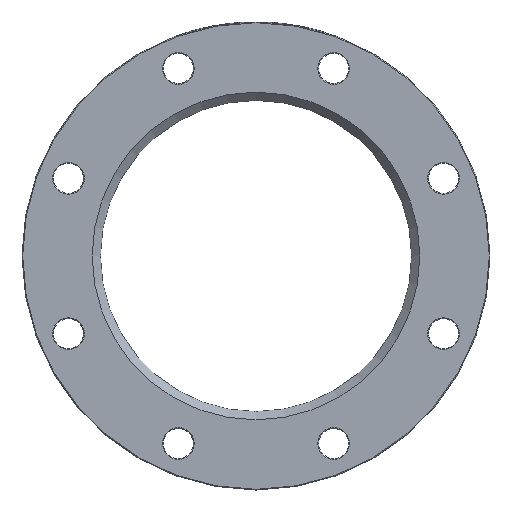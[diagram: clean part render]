
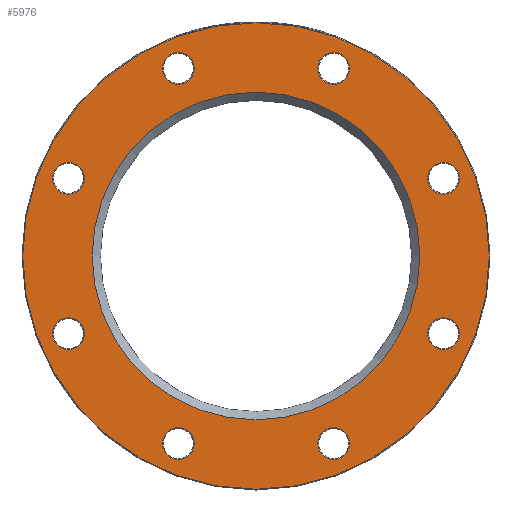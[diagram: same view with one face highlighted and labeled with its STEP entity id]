
A CAD part, left-side view. The second image highlights one B-rep face of the part: STEP entity #5976.
In plain terms, the highlighted planar face has unit normal (-1, 0, 0).
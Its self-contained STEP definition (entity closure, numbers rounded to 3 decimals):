
#39 = EDGE_LOOP ( 'NONE', ( #4773 ) ) ;
#57 = CARTESIAN_POINT ( 'NONE',  ( 0., 56.446, 136.272 ) ) ;
#96 = CARTESIAN_POINT ( 'NONE',  ( 0., -56.446, -136.272 ) ) ;
#213 = VERTEX_POINT ( 'NONE', #2681 ) ;
#272 = EDGE_LOOP ( 'NONE', ( #933 ) ) ;
#322 = CARTESIAN_POINT ( 'NONE',  ( 0., 56.446, -136.272 ) ) ;
#365 = CARTESIAN_POINT ( 'NONE',  ( 0., 136.272, -56.446 ) ) ;
#382 = FACE_BOUND ( 'NONE', #3712, .T. ) ;
#443 = FACE_BOUND ( 'NONE', #2254, .T. ) ;
#530 = AXIS2_PLACEMENT_3D ( 'NONE', #2078, #5460, #1130 ) ;
#584 = CARTESIAN_POINT ( 'NONE',  ( 0., -136.272, -56.446 ) ) ;
#632 = DIRECTION ( 'NONE',  ( 1., 0., 0. ) ) ;
#661 = EDGE_CURVE ( 'NONE', #3092, #3092, #2198, .T. ) ;
#682 = CARTESIAN_POINT ( 'NONE',  ( 0., 0., -169.5 ) ) ;
#760 = ORIENTED_EDGE ( 'NONE', *, *, #5938, .T. ) ;
#777 = EDGE_CURVE ( 'NONE', #2100, #2100, #3521, .T. ) ;
#791 = AXIS2_PLACEMENT_3D ( 'NONE', #96, #2017, #5873 ) ;
#883 = EDGE_CURVE ( 'NONE', #2618, #2618, #1900, .T. ) ;
#933 = ORIENTED_EDGE ( 'NONE', *, *, #661, .T. ) ;
#1060 = DIRECTION ( 'NONE',  ( 1., 0., 0. ) ) ;
#1130 = DIRECTION ( 'NONE',  ( 0., 0., -1. ) ) ;
#1152 = EDGE_CURVE ( 'NONE', #213, #213, #1598, .T. ) ;
#1284 = CARTESIAN_POINT ( 'NONE',  ( 0., 56.446, -147.772 ) ) ;
#1324 = EDGE_LOOP ( 'NONE', ( #760 ) ) ;
#1325 = PLANE ( 'NONE',  #2557 ) ;
#1329 = DIRECTION ( 'NONE',  ( 0., 0., -1. ) ) ;
#1335 = ORIENTED_EDGE ( 'NONE', *, *, #1891, .T. ) ;
#1352 = VERTEX_POINT ( 'NONE', #3321 ) ;
#1389 = CARTESIAN_POINT ( 'NONE',  ( 0., 136.272, 56.446 ) ) ;
#1538 = EDGE_CURVE ( 'NONE', #2132, #2132, #3921, .T. ) ;
#1565 = DIRECTION ( 'NONE',  ( 0., 0., -1. ) ) ;
#1598 = CIRCLE ( 'NONE', #5735, 11.5 ) ;
#1793 = FACE_BOUND ( 'NONE', #4552, .T. ) ;
#1841 = CIRCLE ( 'NONE', #530, 11.5 ) ;
#1877 = DIRECTION ( 'NONE',  ( 1., 0., 0. ) ) ;
#1891 = EDGE_CURVE ( 'NONE', #4133, #4133, #4431, .T. ) ;
#1900 = CIRCLE ( 'NONE', #2097, 11.5 ) ;
#1917 = DIRECTION ( 'NONE',  ( 0., 0., -1. ) ) ;
#1978 = DIRECTION ( 'NONE',  ( 1., 0., 0. ) ) ;
#2017 = DIRECTION ( 'NONE',  ( 1., 0., 0. ) ) ;
#2078 = CARTESIAN_POINT ( 'NONE',  ( 0., -56.446, 136.272 ) ) ;
#2097 = AXIS2_PLACEMENT_3D ( 'NONE', #3129, #632, #5083 ) ;
#2100 = VERTEX_POINT ( 'NONE', #5483 ) ;
#2132 = VERTEX_POINT ( 'NONE', #4600 ) ;
#2198 = CIRCLE ( 'NONE', #5729, 169.5 ) ;
#2236 = VERTEX_POINT ( 'NONE', #1284 ) ;
#2244 = DIRECTION ( 'NONE',  ( 0., 0., -1. ) ) ;
#2254 = EDGE_LOOP ( 'NONE', ( #3087 ) ) ;
#2268 = VERTEX_POINT ( 'NONE', #4203 ) ;
#2371 = FACE_BOUND ( 'NONE', #1324, .T. ) ;
#2401 = ORIENTED_EDGE ( 'NONE', *, *, #883, .T. ) ;
#2557 = AXIS2_PLACEMENT_3D ( 'NONE', #6224, #3298, #4275 ) ;
#2618 = VERTEX_POINT ( 'NONE', #4534 ) ;
#2681 = CARTESIAN_POINT ( 'NONE',  ( 0., -136.272, -67.946 ) ) ;
#2718 = VERTEX_POINT ( 'NONE', #4707 ) ;
#2738 = DIRECTION ( 'NONE',  ( 1., 0., 0. ) ) ;
#3017 = EDGE_LOOP ( 'NONE', ( #4781 ) ) ;
#3087 = ORIENTED_EDGE ( 'NONE', *, *, #3670, .T. ) ;
#3092 = VERTEX_POINT ( 'NONE', #682 ) ;
#3129 = CARTESIAN_POINT ( 'NONE',  ( 0., -136.272, 56.446 ) ) ;
#3234 = AXIS2_PLACEMENT_3D ( 'NONE', #365, #2738, #5165 ) ;
#3237 = CIRCLE ( 'NONE', #3234, 11.5 ) ;
#3285 = DIRECTION ( 'NONE',  ( 0., 0., -1. ) ) ;
#3297 = EDGE_LOOP ( 'NONE', ( #4723 ) ) ;
#3298 = DIRECTION ( 'NONE',  ( 1., 0., 0. ) ) ;
#3301 = DIRECTION ( 'NONE',  ( 1., 0., 0. ) ) ;
#3321 = CARTESIAN_POINT ( 'NONE',  ( 0., 0., -119. ) ) ;
#3521 = CIRCLE ( 'NONE', #791, 11.5 ) ;
#3637 = DIRECTION ( 'NONE',  ( 0., 0., -1. ) ) ;
#3670 = EDGE_CURVE ( 'NONE', #2718, #2718, #3237, .T. ) ;
#3712 = EDGE_LOOP ( 'NONE', ( #2401 ) ) ;
#3735 = FACE_BOUND ( 'NONE', #5860, .T. ) ;
#3746 = CIRCLE ( 'NONE', #5754, 119. ) ;
#3799 = FACE_OUTER_BOUND ( 'NONE', #272, .T. ) ;
#3921 = CIRCLE ( 'NONE', #4632, 11.5 ) ;
#4133 = VERTEX_POINT ( 'NONE', #5676 ) ;
#4203 = CARTESIAN_POINT ( 'NONE',  ( 0., -56.446, 124.772 ) ) ;
#4275 = DIRECTION ( 'NONE',  ( 0., 0., -1. ) ) ;
#4278 = CARTESIAN_POINT ( 'NONE',  ( 0., 0., 0. ) ) ;
#4292 = EDGE_CURVE ( 'NONE', #2236, #2236, #5851, .T. ) ;
#4301 = FACE_BOUND ( 'NONE', #39, .T. ) ;
#4431 = CIRCLE ( 'NONE', #6250, 11.5 ) ;
#4469 = ORIENTED_EDGE ( 'NONE', *, *, #1152, .T. ) ;
#4534 = CARTESIAN_POINT ( 'NONE',  ( 0., -136.272, 44.946 ) ) ;
#4552 = EDGE_LOOP ( 'NONE', ( #1335 ) ) ;
#4600 = CARTESIAN_POINT ( 'NONE',  ( 0., 136.272, 44.946 ) ) ;
#4632 = AXIS2_PLACEMENT_3D ( 'NONE', #1389, #3301, #2244 ) ;
#4650 = DIRECTION ( 'NONE',  ( -1., 0., 0. ) ) ;
#4678 = EDGE_CURVE ( 'NONE', #1352, #1352, #3746, .T. ) ;
#4707 = CARTESIAN_POINT ( 'NONE',  ( 0., 136.272, -67.946 ) ) ;
#4723 = ORIENTED_EDGE ( 'NONE', *, *, #4678, .T. ) ;
#4773 = ORIENTED_EDGE ( 'NONE', *, *, #4292, .T. ) ;
#4774 = FACE_BOUND ( 'NONE', #5221, .T. ) ;
#4781 = ORIENTED_EDGE ( 'NONE', *, *, #1538, .T. ) ;
#5083 = DIRECTION ( 'NONE',  ( 0., 0., -1. ) ) ;
#5165 = DIRECTION ( 'NONE',  ( 0., 0., -1. ) ) ;
#5221 = EDGE_LOOP ( 'NONE', ( #6108 ) ) ;
#5460 = DIRECTION ( 'NONE',  ( 1., 0., 0. ) ) ;
#5483 = CARTESIAN_POINT ( 'NONE',  ( 0., -56.446, -147.772 ) ) ;
#5550 = DIRECTION ( 'NONE',  ( 1., 0., 0. ) ) ;
#5651 = AXIS2_PLACEMENT_3D ( 'NONE', #322, #5550, #3637 ) ;
#5653 = FACE_BOUND ( 'NONE', #3297, .T. ) ;
#5676 = CARTESIAN_POINT ( 'NONE',  ( 0., 56.446, 124.772 ) ) ;
#5682 = FACE_BOUND ( 'NONE', #3017, .T. ) ;
#5729 = AXIS2_PLACEMENT_3D ( 'NONE', #4278, #4650, #1329 ) ;
#5735 = AXIS2_PLACEMENT_3D ( 'NONE', #584, #1060, #1565 ) ;
#5754 = AXIS2_PLACEMENT_3D ( 'NONE', #6238, #1877, #3285 ) ;
#5851 = CIRCLE ( 'NONE', #5651, 11.5 ) ;
#5860 = EDGE_LOOP ( 'NONE', ( #4469 ) ) ;
#5873 = DIRECTION ( 'NONE',  ( 0., 0., -1. ) ) ;
#5938 = EDGE_CURVE ( 'NONE', #2268, #2268, #1841, .T. ) ;
#5976 = ADVANCED_FACE ( 'NONE', ( #5653, #3799, #1793, #2371, #382, #3735, #4774, #4301, #443, #5682 ), #1325, .F. ) ;
#6108 = ORIENTED_EDGE ( 'NONE', *, *, #777, .T. ) ;
#6224 = CARTESIAN_POINT ( 'NONE',  ( 0., 113., 0. ) ) ;
#6238 = CARTESIAN_POINT ( 'NONE',  ( 0., 0., 0. ) ) ;
#6250 = AXIS2_PLACEMENT_3D ( 'NONE', #57, #1978, #1917 ) ;
